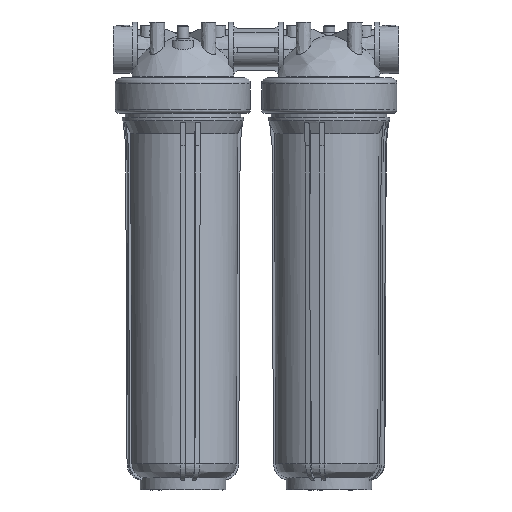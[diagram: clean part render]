
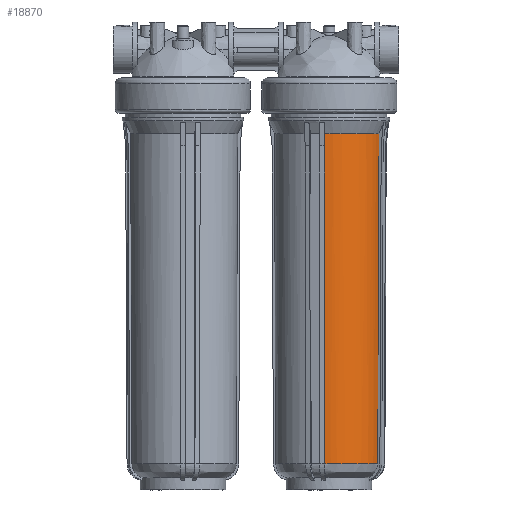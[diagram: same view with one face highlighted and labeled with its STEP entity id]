
A CAD part, left-side view. The second image highlights one B-rep face of the part: STEP entity #18870.
In plain terms, the highlighted free-form (B-spline) face has degree [2, 1] with [3, 2] control points.
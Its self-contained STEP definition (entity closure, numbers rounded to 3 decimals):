
#17032 = VERTEX_POINT('',#17033);
#17033 = CARTESIAN_POINT('',(109.947,167.313,
    95.411));
#17049 = VERTEX_POINT('',#17050);
#17050 = CARTESIAN_POINT('',(112.884,167.068,
    -580.027));
#17056 = EDGE_CURVE('',#17032,#17049,#17057,.T.);
#17057 = B_SPLINE_CURVE_WITH_KNOTS('',1,(#17058,#17059),.UNSPECIFIED.,
  .F.,.F.,(2,2),(17.5,468.876),.PIECEWISE_BEZIER_KNOTS.);
#17058 = CARTESIAN_POINT('',(109.947,167.313,
    95.411));
#17059 = CARTESIAN_POINT('',(112.884,167.068,
    -580.027));
#18764 = VERTEX_POINT('',#18765);
#18765 = CARTESIAN_POINT('',(174.727,56.203,
    95.411));
#18770 = EDGE_CURVE('',#18771,#18764,#18773,.T.);
#18771 = VERTEX_POINT('',#18772);
#18772 = CARTESIAN_POINT('',(175.961,58.879,
    -580.027));
#18773 = B_SPLINE_CURVE_WITH_KNOTS('',1,(#18774,#18775),.UNSPECIFIED.,
  .F.,.F.,(2,2),(-468.876,-17.5),.PIECEWISE_BEZIER_KNOTS.);
#18774 = CARTESIAN_POINT('',(175.961,58.879,
    -580.027));
#18775 = CARTESIAN_POINT('',(174.727,56.203,
    95.411));
#18855 = EDGE_CURVE('',#18771,#17049,#18856,.T.);
#18856 = ( BOUNDED_CURVE() B_SPLINE_CURVE(2,(#18857,#18858,#18859),
.UNSPECIFIED.,.F.,.F.) B_SPLINE_CURVE_WITH_KNOTS((3,3),(4.756,
5.978),.PIECEWISE_BEZIER_KNOTS.) CURVE() 
GEOMETRIC_REPRESENTATION_ITEM() RATIONAL_B_SPLINE_CURVE((1.,
0.819,1.)) REPRESENTATION_ITEM('') );
#18857 = CARTESIAN_POINT('',(175.961,58.879,
    -580.027));
#18858 = CARTESIAN_POINT('',(106.545,90.89,
    -580.027));
#18859 = CARTESIAN_POINT('',(112.884,167.068,
    -580.027));
#18870 = ADVANCED_FACE('',(#18871),#18882,.T.);
#18871 = FACE_BOUND('',#18872,.T.);
#18872 = EDGE_LOOP('',(#18873,#18874,#18875,#18876));
#18873 = ORIENTED_EDGE('',*,*,#17056,.T.);
#18874 = ORIENTED_EDGE('',*,*,#18855,.F.);
#18875 = ORIENTED_EDGE('',*,*,#18770,.T.);
#18876 = ORIENTED_EDGE('',*,*,#18877,.F.);
#18877 = EDGE_CURVE('',#17032,#18764,#18878,.T.);
#18878 = ( BOUNDED_CURVE() B_SPLINE_CURVE(2,(#18879,#18880,#18881),
.UNSPECIFIED.,.F.,.F.) B_SPLINE_CURVE_WITH_KNOTS((3,3),(3.447,
4.669),.PIECEWISE_BEZIER_KNOTS.) CURVE() 
GEOMETRIC_REPRESENTATION_ITEM() RATIONAL_B_SPLINE_CURVE((1.,
0.819,1.)) REPRESENTATION_ITEM('') );
#18879 = CARTESIAN_POINT('',(109.947,167.313,
    95.411));
#18880 = CARTESIAN_POINT('',(103.437,89.078,
    95.411));
#18881 = CARTESIAN_POINT('',(174.727,56.203,
    95.411));
#18882 = ( BOUNDED_SURFACE() B_SPLINE_SURFACE(2,1,(
    (#18883,#18884)
    ,(#18885,#18886)
    ,(#18887,#18888
)),.UNSPECIFIED.,.F.,.F.,.F.) B_SPLINE_SURFACE_WITH_KNOTS((3,3),(2,2),(
    3.447,4.669),(-468.876,-17.5),
.PIECEWISE_BEZIER_KNOTS.) GEOMETRIC_REPRESENTATION_ITEM() 
RATIONAL_B_SPLINE_SURFACE((
    (1.,1.)
    ,(0.819,0.819)
,(1.,1.))) REPRESENTATION_ITEM('') SURFACE() );
#18883 = CARTESIAN_POINT('',(112.884,167.068,
    -580.027));
#18884 = CARTESIAN_POINT('',(109.947,167.313,
    95.411));
#18885 = CARTESIAN_POINT('',(106.545,90.89,
    -580.027));
#18886 = CARTESIAN_POINT('',(103.437,89.078,
    95.411));
#18887 = CARTESIAN_POINT('',(175.961,58.879,
    -580.027));
#18888 = CARTESIAN_POINT('',(174.727,56.203,
    95.411));
